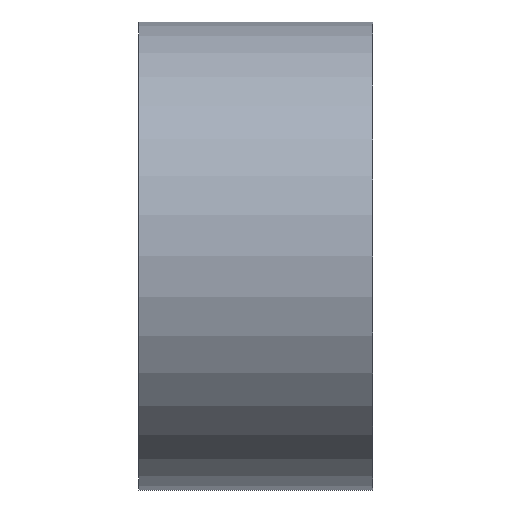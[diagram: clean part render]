
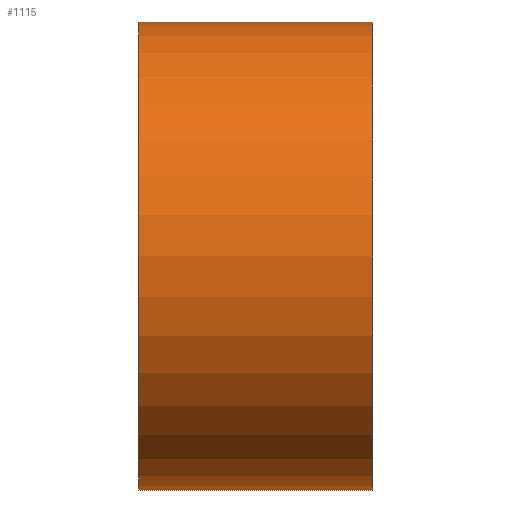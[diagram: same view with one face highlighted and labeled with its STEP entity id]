
A CAD part, left-side view. The second image highlights one B-rep face of the part: STEP entity #1115.
In plain terms, the highlighted cylindrical face has radius 25 mm (diameter 50 mm), a partial arc.
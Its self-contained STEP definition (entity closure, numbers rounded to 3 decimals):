
#24 = DIRECTION ( 'NONE',  ( 0., 0., -1. ) ) ;
#43 = CARTESIAN_POINT ( 'NONE',  ( 0., 25., 0. ) ) ;
#72 = ORIENTED_EDGE ( 'NONE', *, *, #945, .F. ) ;
#115 = EDGE_LOOP ( 'NONE', ( #202, #1957, #1831, #72 ) ) ;
#202 = ORIENTED_EDGE ( 'NONE', *, *, #1841, .F. ) ;
#204 = FACE_OUTER_BOUND ( 'NONE', #115, .T. ) ;
#304 = EDGE_CURVE ( 'NONE', #914, #1094, #870, .T. ) ;
#471 = AXIS2_PLACEMENT_3D ( 'NONE', #43, #2433, #1107 ) ;
#569 = VECTOR ( 'NONE', #2350, 1000. ) ;
#670 = CARTESIAN_POINT ( 'NONE',  ( 0., 25., 25. ) ) ;
#678 = DIRECTION ( 'NONE',  ( 0., -1., 0. ) ) ;
#705 = AXIS2_PLACEMENT_3D ( 'NONE', #1141, #1679, #2039 ) ;
#870 = CIRCLE ( 'NONE', #471, 25. ) ;
#888 = AXIS2_PLACEMENT_3D ( 'NONE', #1471, #2228, #24 ) ;
#914 = VERTEX_POINT ( 'NONE', #670 ) ;
#945 = EDGE_CURVE ( 'NONE', #1138, #1210, #1065, .T. ) ;
#966 = CYLINDRICAL_SURFACE ( 'NONE', #888, 25. ) ;
#1051 = CARTESIAN_POINT ( 'NONE',  ( 0., 0., 25. ) ) ;
#1065 = CIRCLE ( 'NONE', #705, 25. ) ;
#1094 = VERTEX_POINT ( 'NONE', #2074 ) ;
#1095 = LINE ( 'NONE', #1051, #2201 ) ;
#1107 = DIRECTION ( 'NONE',  ( 0., 0., -1. ) ) ;
#1115 = ADVANCED_FACE ( 'NONE', ( #204 ), #966, .T. ) ;
#1138 = VERTEX_POINT ( 'NONE', #1393 ) ;
#1141 = CARTESIAN_POINT ( 'NONE',  ( 0., 0., 0. ) ) ;
#1210 = VERTEX_POINT ( 'NONE', #1964 ) ;
#1393 = CARTESIAN_POINT ( 'NONE',  ( 0., 0., 25. ) ) ;
#1471 = CARTESIAN_POINT ( 'NONE',  ( 0., 0., 0. ) ) ;
#1679 = DIRECTION ( 'NONE',  ( 0., -1., 0. ) ) ;
#1784 = LINE ( 'NONE', #1960, #569 ) ;
#1812 = EDGE_CURVE ( 'NONE', #1094, #1210, #1784, .T. ) ;
#1831 = ORIENTED_EDGE ( 'NONE', *, *, #1812, .T. ) ;
#1841 = EDGE_CURVE ( 'NONE', #914, #1138, #1095, .T. ) ;
#1957 = ORIENTED_EDGE ( 'NONE', *, *, #304, .T. ) ;
#1960 = CARTESIAN_POINT ( 'NONE',  ( 0., 0., -25. ) ) ;
#1964 = CARTESIAN_POINT ( 'NONE',  ( 0., 0., -25. ) ) ;
#2039 = DIRECTION ( 'NONE',  ( 0., 0., -1. ) ) ;
#2074 = CARTESIAN_POINT ( 'NONE',  ( 0., 25., -25. ) ) ;
#2201 = VECTOR ( 'NONE', #678, 1000. ) ;
#2228 = DIRECTION ( 'NONE',  ( 0., -1., 0. ) ) ;
#2350 = DIRECTION ( 'NONE',  ( 0., -1., 0. ) ) ;
#2433 = DIRECTION ( 'NONE',  ( 0., -1., 0. ) ) ;
